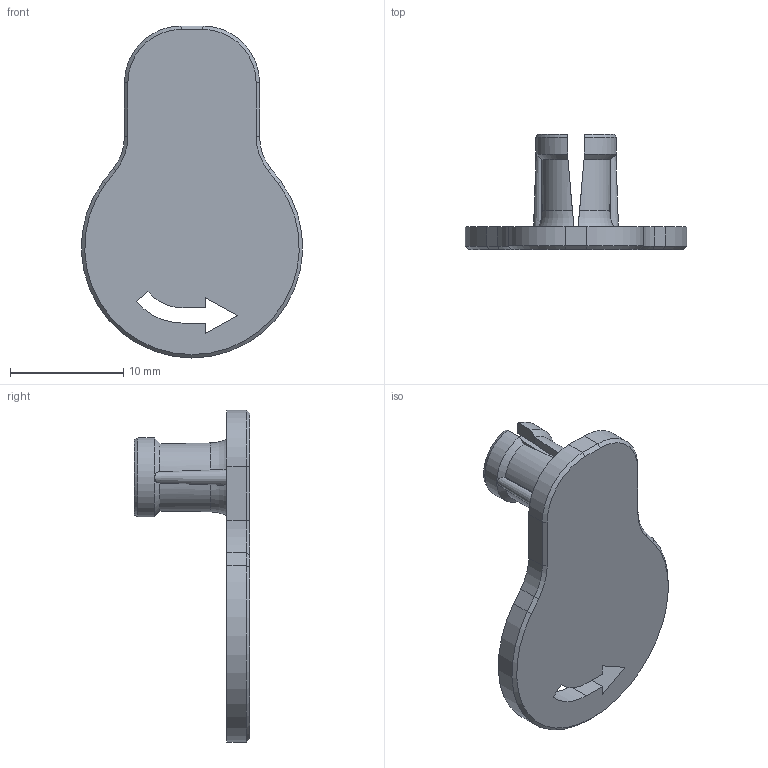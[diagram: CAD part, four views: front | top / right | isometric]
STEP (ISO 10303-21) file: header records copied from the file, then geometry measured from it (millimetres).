
FILE_DESCRIPTION (( 'STEP AP203' ), '1' );
FILE_NAME ('Camera Cover with Arrow Final.STEP', '2017-10-26T15:48:15', ( '' ), ( '' ), 'SwSTEP 2.0', 'SolidWorks 2016', '' );
FILE_SCHEMA (( 'CONFIG_CONTROL_DESIGN' ));
Length unit declared in the file: millimetre
Products named in the file (1): Camera Cover with Arrow Final
Bounding box: 19.49 x 10.16 x 29.26 mm (x, y, z)
Volume: 926.1 mm3; surface area: 1492.2 mm2
Topology: 1 solids, 1 shells, 109 faces, 298 edges, 194 vertices
Faces by surface type: plane 76, cylinder 16, cone 15, torus 2
Entity records: 3602 total; most frequent: CARTESIAN_POINT 806, ORIENTED_EDGE 596, DIRECTION 521, EDGE_CURVE 298, LINE 219, VECTOR 219, VERTEX_POINT 194, AXIS2_PLACEMENT_3D 151
